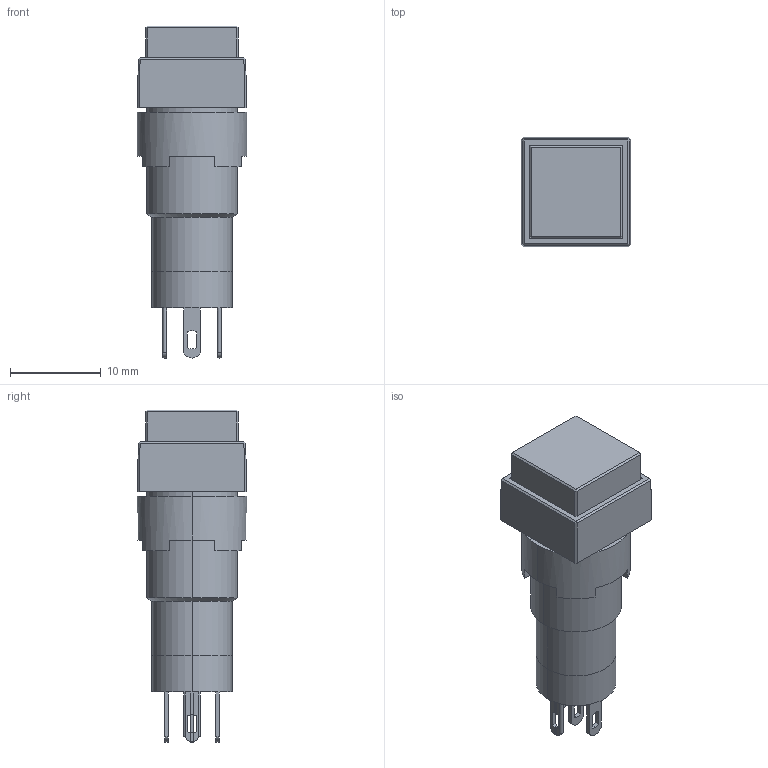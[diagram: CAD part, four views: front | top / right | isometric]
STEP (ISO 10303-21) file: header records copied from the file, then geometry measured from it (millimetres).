
FILE_DESCRIPTION (( 'STEP AP214' ), '1' );
FILE_NAME ('02_AL1Q-[M][A]11$.STEP', '2020-10-23T08:06:57', ( 'IDEC' ), ( 'IDEC' ), 'SwSTEP 2.0', 'SolidWorks 2019', '' );
FILE_SCHEMA (( 'AUTOMOTIVE_DESIGN' ));
Length unit declared in the file: millimetre
Products named in the file (4): A1-LOCK-NUT; A1-BODY-Q; 02_AL1Q-[M][A]11$; A1-ILL-BASE
Assembly tree (3 placements, depth 2):
  02_AL1Q-[M][A]11$
    A1-BODY-Q
    A1-ILL-BASE
    A1-LOCK-NUT
Bounding box: 12 x 12 x 36.5 mm (x, y, z)
Volume: 2879.5 mm3; surface area: 2106.1 mm2
Topology: 3 solids, 3 shells, 144 faces, 371 edges, 238 vertices
Faces by surface type: plane 104, cylinder 38, cone 2
Entity records: 4533 total; most frequent: DIRECTION 775, CARTESIAN_POINT 759, ORIENTED_EDGE 742, EDGE_CURVE 371, LINE 267, VECTOR 267, AXIS2_PLACEMENT_3D 254, VERTEX_POINT 238
